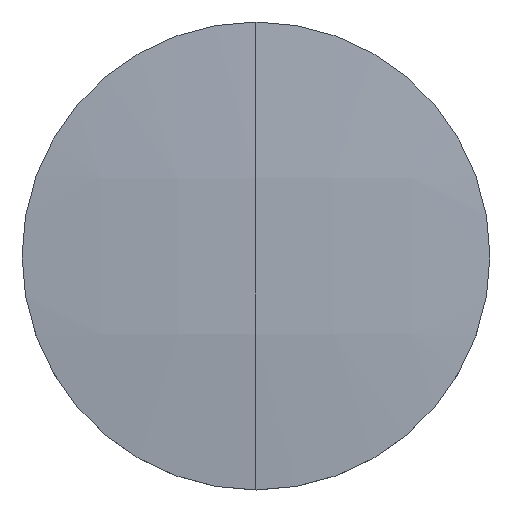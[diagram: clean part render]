
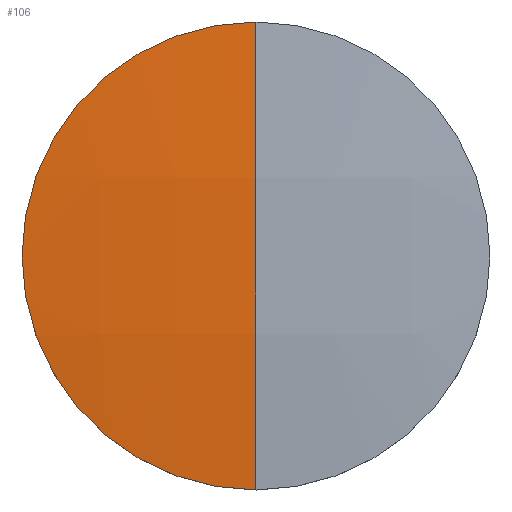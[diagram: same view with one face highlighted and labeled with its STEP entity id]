
A CAD part, top view. The second image highlights one B-rep face of the part: STEP entity #106.
In plain terms, the highlighted free-form (B-spline) face has degree [3, 3] with [4, 4] control points.
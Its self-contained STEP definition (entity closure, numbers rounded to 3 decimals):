
#11 = VERTEX_POINT ( 'NONE', #102 ) ;
#16 = CARTESIAN_POINT ( 'NONE',  ( -12.817, -6.448, 5.004 ) ) ;
#40 = CARTESIAN_POINT ( 'NONE',  ( -19.197, 6.448, 4.356 ) ) ;
#43 = CIRCLE ( 'NONE', #181, 19.05 ) ;
#59 = CARTESIAN_POINT ( 'NONE',  ( 0., -19.278, 4.017 ) ) ;
#61 = CARTESIAN_POINT ( 'NONE',  ( -12.817, 6.448, 5.004 ) ) ;
#64 = CARTESIAN_POINT ( 'NONE',  ( 0., -6.448, 5.329 ) ) ;
#66 = CARTESIAN_POINT ( 'NONE',  ( -6.368, 19.278, 4.017 ) ) ;
#74 = AXIS2_PLACEMENT_3D ( 'NONE', #96, #250, #136 ) ;
#76 = AXIS2_PLACEMENT_3D ( 'NONE', #222, #223, #205 ) ;
#78 = VERTEX_POINT ( 'NONE', #150 ) ;
#88 = CARTESIAN_POINT ( 'NONE',  ( -19.065, 19.278, 3.051 ) ) ;
#90 = EDGE_CURVE ( 'NONE', #78, #145, #43, .T. ) ;
#96 = CARTESIAN_POINT ( 'NONE',  ( 0., 0., -184.6 ) ) ;
#97 = ORIENTED_EDGE ( 'NONE', *, *, #251, .F. ) ;
#102 = CARTESIAN_POINT ( 'NONE',  ( 0., 19.05, 4.041 ) ) ;
#103 = EDGE_LOOP ( 'NONE', ( #211, #166, #97 ) ) ;
#106 = ADVANCED_FACE ( 'NONE', ( #112 ), #139, .T. ) ;
#112 = FACE_OUTER_BOUND ( 'NONE', #103, .T. ) ;
#128 = DIRECTION ( 'NONE',  ( 0., 0., -1. ) ) ;
#136 = DIRECTION ( 'NONE',  ( 0., -1., 0. ) ) ;
#139 =( BOUNDED_SURFACE ( )  B_SPLINE_SURFACE ( 3, 3, ( 
 ( #59, #291, #153, #200 ),
 ( #64, #197, #16, #180 ),
 ( #203, #152, #61, #40 ),
 ( #178, #66, #225, #88 ) ),
 .UNSPECIFIED., .F., .F., .T. ) 
 B_SPLINE_SURFACE_WITH_KNOTS ( ( 4, 4 ),
 ( 4, 4 ),
 ( 0., 1. ),
 ( 0., 1. ),
 .UNSPECIFIED. ) 
 GEOMETRIC_REPRESENTATION_ITEM ( )  RATIONAL_B_SPLINE_SURFACE ( (
 ( 1., 0.999, 0.999, 1.),
 ( 0.997, 0.996, 0.996, 0.997),
 ( 0.997, 0.996, 0.996, 0.997),
 ( 1., 0.999, 0.999, 1.) ) ) 
 REPRESENTATION_ITEM ( '' )  SURFACE ( )  );
#145 = VERTEX_POINT ( 'NONE', #295 ) ;
#147 = EDGE_CURVE ( 'NONE', #78, #11, #284, .T. ) ;
#150 = CARTESIAN_POINT ( 'NONE',  ( 0., -19.05, 4.041 ) ) ;
#152 = CARTESIAN_POINT ( 'NONE',  ( -6.413, 6.448, 5.329 ) ) ;
#153 = CARTESIAN_POINT ( 'NONE',  ( -12.729, -19.278, 3.695 ) ) ;
#154 = CARTESIAN_POINT ( 'NONE',  ( 0., 0., 4.041 ) ) ;
#166 = ORIENTED_EDGE ( 'NONE', *, *, #147, .T. ) ;
#178 = CARTESIAN_POINT ( 'NONE',  ( 0., 19.278, 4.017 ) ) ;
#180 = CARTESIAN_POINT ( 'NONE',  ( -19.197, -6.448, 4.356 ) ) ;
#181 = AXIS2_PLACEMENT_3D ( 'NONE', #154, #128, #262 ) ;
#187 = CIRCLE ( 'NONE', #76, 19.05 ) ;
#197 = CARTESIAN_POINT ( 'NONE',  ( -6.413, -6.448, 5.329 ) ) ;
#200 = CARTESIAN_POINT ( 'NONE',  ( -19.065, -19.278, 3.051 ) ) ;
#203 = CARTESIAN_POINT ( 'NONE',  ( 0., 6.448, 5.329 ) ) ;
#205 = DIRECTION ( 'NONE',  ( 1., 0., 0. ) ) ;
#211 = ORIENTED_EDGE ( 'NONE', *, *, #90, .F. ) ;
#222 = CARTESIAN_POINT ( 'NONE',  ( 0., 0., 4.041 ) ) ;
#223 = DIRECTION ( 'NONE',  ( 0., 0., -1. ) ) ;
#225 = CARTESIAN_POINT ( 'NONE',  ( -12.729, 19.278, 3.695 ) ) ;
#250 = DIRECTION ( 'NONE',  ( -1., 0., 0. ) ) ;
#251 = EDGE_CURVE ( 'NONE', #145, #11, #187, .T. ) ;
#262 = DIRECTION ( 'NONE',  ( 1., 0., 0. ) ) ;
#284 = CIRCLE ( 'NONE', #74, 189.6 ) ;
#291 = CARTESIAN_POINT ( 'NONE',  ( -6.368, -19.278, 4.017 ) ) ;
#295 = CARTESIAN_POINT ( 'NONE',  ( -19.05, 0., 4.041 ) ) ;
